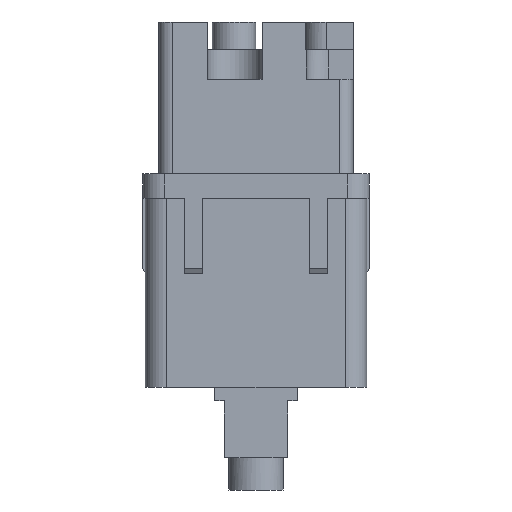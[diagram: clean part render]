
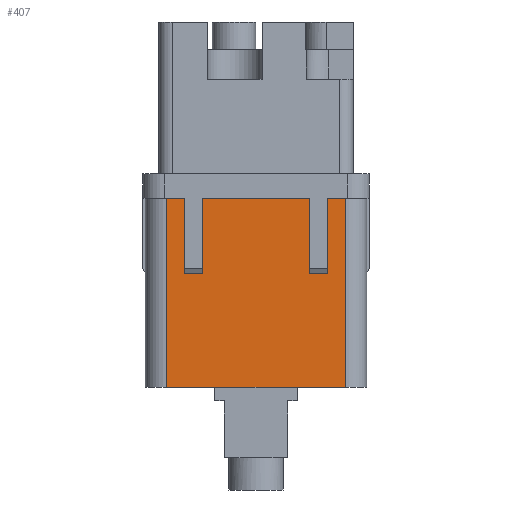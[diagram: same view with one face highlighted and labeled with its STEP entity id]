
A CAD part, front view. The second image highlights one B-rep face of the part: STEP entity #407.
In plain terms, the highlighted planar face has unit normal (0, -1, 0).
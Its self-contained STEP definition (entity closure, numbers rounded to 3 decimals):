
#23 = DIRECTION ( 'NONE',  ( 1., 0., 0. ) ) ;
#49 = VERTEX_POINT ( 'NONE', #2436 ) ;
#171 = CARTESIAN_POINT ( 'NONE',  ( 4.985, -10.25, 0. ) ) ;
#272 = CARTESIAN_POINT ( 'NONE',  ( 8.5, -10.25, -6.933 ) ) ;
#282 = LINE ( 'NONE', #7682, #1747 ) ;
#303 = DIRECTION ( 'NONE',  ( -1., 0., 0. ) ) ;
#315 = CARTESIAN_POINT ( 'NONE',  ( -8.25, -10.25, 0. ) ) ;
#407 = ADVANCED_FACE ( 'NONE', ( #965 ), #3231, .T. ) ;
#447 = CARTESIAN_POINT ( 'NONE',  ( 8.25, -10.25, -17.5 ) ) ;
#466 = ORIENTED_EDGE ( 'NONE', *, *, #3598, .T. ) ;
#501 = DIRECTION ( 'NONE',  ( 0., 0., 1. ) ) ;
#696 = ORIENTED_EDGE ( 'NONE', *, *, #5289, .F. ) ;
#964 = VECTOR ( 'NONE', #6455, 1000. ) ;
#965 = FACE_OUTER_BOUND ( 'NONE', #5258, .T. ) ;
#1287 = LINE ( 'NONE', #3045, #4232 ) ;
#1340 = DIRECTION ( 'NONE',  ( 0., 0., -1. ) ) ;
#1364 = DIRECTION ( 'NONE',  ( 0., -1., 0. ) ) ;
#1429 = VECTOR ( 'NONE', #3266, 1000. ) ;
#1431 = CARTESIAN_POINT ( 'NONE',  ( 8.25, -10.25, -17.5 ) ) ;
#1437 = CARTESIAN_POINT ( 'NONE',  ( -8.25, -10.25, 0. ) ) ;
#1530 = CARTESIAN_POINT ( 'NONE',  ( -6.594, -10.25, 0. ) ) ;
#1582 = CARTESIAN_POINT ( 'NONE',  ( -8.25, -10.25, -17.5 ) ) ;
#1607 = EDGE_CURVE ( 'NONE', #4426, #6642, #2753, .T. ) ;
#1703 = ORIENTED_EDGE ( 'NONE', *, *, #3096, .F. ) ;
#1705 = EDGE_CURVE ( 'NONE', #5951, #7820, #282, .T. ) ;
#1747 = VECTOR ( 'NONE', #3923, 1000. ) ;
#1868 = AXIS2_PLACEMENT_3D ( 'NONE', #7618, #1364, #5755 ) ;
#1876 = DIRECTION ( 'NONE',  ( 1., 0., 0. ) ) ;
#2120 = EDGE_CURVE ( 'NONE', #2956, #4160, #2248, .T. ) ;
#2248 = LINE ( 'NONE', #447, #7052 ) ;
#2318 = LINE ( 'NONE', #5733, #7143 ) ;
#2340 = VECTOR ( 'NONE', #303, 1000. ) ;
#2436 = CARTESIAN_POINT ( 'NONE',  ( 6.656, -10.25, 0. ) ) ;
#2445 = ORIENTED_EDGE ( 'NONE', *, *, #7335, .T. ) ;
#2500 = CARTESIAN_POINT ( 'NONE',  ( -4.923, -10.25, 0. ) ) ;
#2753 = LINE ( 'NONE', #272, #2340 ) ;
#2956 = VERTEX_POINT ( 'NONE', #1431 ) ;
#2990 = VERTEX_POINT ( 'NONE', #5847 ) ;
#3045 = CARTESIAN_POINT ( 'NONE',  ( 4.985, -10.25, -7. ) ) ;
#3096 = EDGE_CURVE ( 'NONE', #7211, #7820, #3707, .T. ) ;
#3231 = PLANE ( 'NONE',  #1868 ) ;
#3266 = DIRECTION ( 'NONE',  ( 0., 0., -1. ) ) ;
#3298 = EDGE_CURVE ( 'NONE', #4900, #5951, #6149, .T. ) ;
#3479 = CARTESIAN_POINT ( 'NONE',  ( -4.923, -10.25, -6.933 ) ) ;
#3523 = VECTOR ( 'NONE', #5343, 1000. ) ;
#3544 = LINE ( 'NONE', #1582, #5200 ) ;
#3598 = EDGE_CURVE ( 'NONE', #49, #4426, #2318, .T. ) ;
#3707 = LINE ( 'NONE', #315, #3523 ) ;
#3718 = CARTESIAN_POINT ( 'NONE',  ( 4.985, -10.25, -6.933 ) ) ;
#3923 = DIRECTION ( 'NONE',  ( 0., 0., 1. ) ) ;
#3971 = DIRECTION ( 'NONE',  ( -1., 0., 0. ) ) ;
#4067 = VERTEX_POINT ( 'NONE', #6621 ) ;
#4104 = DIRECTION ( 'NONE',  ( 0., 0., 1. ) ) ;
#4106 = DIRECTION ( 'NONE',  ( 0., 0., 1. ) ) ;
#4118 = CARTESIAN_POINT ( 'NONE',  ( 6.656, -10.25, -6.933 ) ) ;
#4160 = VERTEX_POINT ( 'NONE', #6939 ) ;
#4232 = VECTOR ( 'NONE', #501, 1000. ) ;
#4398 = ORIENTED_EDGE ( 'NONE', *, *, #3298, .T. ) ;
#4426 = VERTEX_POINT ( 'NONE', #4118 ) ;
#4500 = LINE ( 'NONE', #1437, #964 ) ;
#4662 = VECTOR ( 'NONE', #23, 1000. ) ;
#4676 = VECTOR ( 'NONE', #3971, 1000. ) ;
#4745 = VECTOR ( 'NONE', #1876, 1000. ) ;
#4900 = VERTEX_POINT ( 'NONE', #3479 ) ;
#4957 = CARTESIAN_POINT ( 'NONE',  ( -8.25, -10.25, 0. ) ) ;
#4976 = CARTESIAN_POINT ( 'NONE',  ( -6.594, -10.25, -6.933 ) ) ;
#5200 = VECTOR ( 'NONE', #4104, 1000. ) ;
#5258 = EDGE_LOOP ( 'NONE', ( #466, #5522, #2445, #696, #6031, #4398, #5531, #1703, #8034, #7076, #7443, #5347 ) ) ;
#5289 = EDGE_CURVE ( 'NONE', #4067, #6273, #4500, .T. ) ;
#5343 = DIRECTION ( 'NONE',  ( 1., 0., 0. ) ) ;
#5347 = ORIENTED_EDGE ( 'NONE', *, *, #6702, .F. ) ;
#5431 = CARTESIAN_POINT ( 'NONE',  ( -8.25, -10.25, 0. ) ) ;
#5522 = ORIENTED_EDGE ( 'NONE', *, *, #1607, .T. ) ;
#5531 = ORIENTED_EDGE ( 'NONE', *, *, #1705, .T. ) ;
#5547 = EDGE_CURVE ( 'NONE', #2990, #2956, #6341, .T. ) ;
#5733 = CARTESIAN_POINT ( 'NONE',  ( 6.656, -10.25, 0. ) ) ;
#5755 = DIRECTION ( 'NONE',  ( 0., 0., -1. ) ) ;
#5847 = CARTESIAN_POINT ( 'NONE',  ( -8.25, -10.25, -17.5 ) ) ;
#5951 = VERTEX_POINT ( 'NONE', #4976 ) ;
#6031 = ORIENTED_EDGE ( 'NONE', *, *, #6703, .T. ) ;
#6149 = LINE ( 'NONE', #7717, #4676 ) ;
#6273 = VERTEX_POINT ( 'NONE', #171 ) ;
#6300 = CARTESIAN_POINT ( 'NONE',  ( -8.25, -10.25, -17.5 ) ) ;
#6341 = LINE ( 'NONE', #6300, #4662 ) ;
#6439 = LINE ( 'NONE', #2500, #1429 ) ;
#6455 = DIRECTION ( 'NONE',  ( 1., 0., 0. ) ) ;
#6621 = CARTESIAN_POINT ( 'NONE',  ( -4.923, -10.25, 0. ) ) ;
#6642 = VERTEX_POINT ( 'NONE', #3718 ) ;
#6702 = EDGE_CURVE ( 'NONE', #49, #4160, #8075, .T. ) ;
#6703 = EDGE_CURVE ( 'NONE', #4067, #4900, #6439, .T. ) ;
#6939 = CARTESIAN_POINT ( 'NONE',  ( 8.25, -10.25, 0. ) ) ;
#7052 = VECTOR ( 'NONE', #4106, 1000. ) ;
#7076 = ORIENTED_EDGE ( 'NONE', *, *, #5547, .T. ) ;
#7143 = VECTOR ( 'NONE', #1340, 1000. ) ;
#7211 = VERTEX_POINT ( 'NONE', #5431 ) ;
#7335 = EDGE_CURVE ( 'NONE', #6642, #6273, #1287, .T. ) ;
#7443 = ORIENTED_EDGE ( 'NONE', *, *, #2120, .T. ) ;
#7618 = CARTESIAN_POINT ( 'NONE',  ( -8.25, -10.25, -17.5 ) ) ;
#7682 = CARTESIAN_POINT ( 'NONE',  ( -6.594, -10.25, 0. ) ) ;
#7717 = CARTESIAN_POINT ( 'NONE',  ( 8.5, -10.25, -6.933 ) ) ;
#7820 = VERTEX_POINT ( 'NONE', #1530 ) ;
#7877 = EDGE_CURVE ( 'NONE', #2990, #7211, #3544, .T. ) ;
#8034 = ORIENTED_EDGE ( 'NONE', *, *, #7877, .F. ) ;
#8075 = LINE ( 'NONE', #4957, #4745 ) ;
